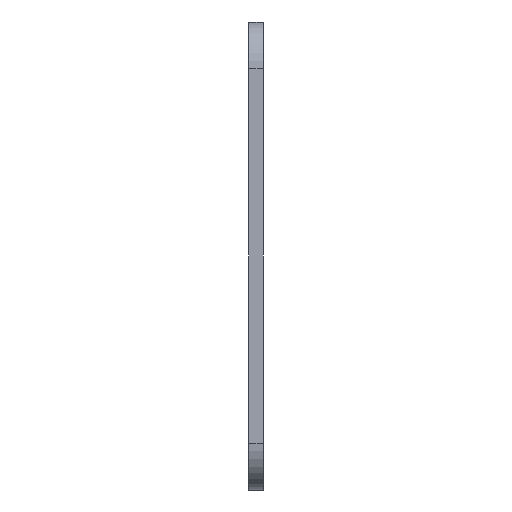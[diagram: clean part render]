
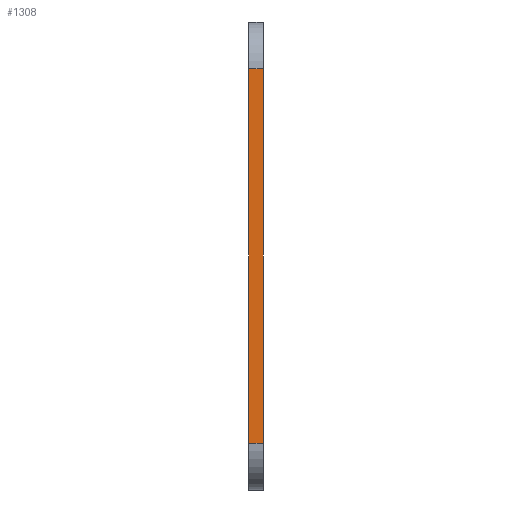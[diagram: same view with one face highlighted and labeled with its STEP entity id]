
A CAD part, left-side view. The second image highlights one B-rep face of the part: STEP entity #1308.
In plain terms, the highlighted planar face has unit normal (-1, 0, 0).
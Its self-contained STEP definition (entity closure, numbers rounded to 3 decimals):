
#45 = CARTESIAN_POINT ( 'NONE',  ( -225., 3., 40. ) ) ;
#61 = DIRECTION ( 'NONE',  ( 1., 0., 0. ) ) ;
#178 = CARTESIAN_POINT ( 'NONE',  ( -225., 3., -40. ) ) ;
#213 = VERTEX_POINT ( 'NONE', #582 ) ;
#289 = LINE ( 'NONE', #178, #513 ) ;
#314 = CARTESIAN_POINT ( 'NONE',  ( -225., 3., -40. ) ) ;
#322 = CARTESIAN_POINT ( 'NONE',  ( -225., 0., -40. ) ) ;
#331 = DIRECTION ( 'NONE',  ( 0., 0., 1. ) ) ;
#363 = ORIENTED_EDGE ( 'NONE', *, *, #1487, .F. ) ;
#367 = CARTESIAN_POINT ( 'NONE',  ( -225., 3., 40. ) ) ;
#381 = EDGE_LOOP ( 'NONE', ( #896, #363, #1067, #1155 ) ) ;
#434 = EDGE_CURVE ( 'NONE', #497, #1618, #1426, .T. ) ;
#497 = VERTEX_POINT ( 'NONE', #1508 ) ;
#513 = VECTOR ( 'NONE', #1592, 1000. ) ;
#578 = FACE_OUTER_BOUND ( 'NONE', #381, .T. ) ;
#582 = CARTESIAN_POINT ( 'NONE',  ( -225., 0., -40. ) ) ;
#677 = VECTOR ( 'NONE', #900, 1000. ) ;
#787 = AXIS2_PLACEMENT_3D ( 'NONE', #314, #61, #861 ) ;
#861 = DIRECTION ( 'NONE',  ( 0., 0., -1. ) ) ;
#896 = ORIENTED_EDGE ( 'NONE', *, *, #1326, .T. ) ;
#900 = DIRECTION ( 'NONE',  ( 0., -1., 0. ) ) ;
#936 = CARTESIAN_POINT ( 'NONE',  ( -225., 0., 40. ) ) ;
#986 = LINE ( 'NONE', #322, #1145 ) ;
#1030 = CARTESIAN_POINT ( 'NONE',  ( -225., 3., -40. ) ) ;
#1067 = ORIENTED_EDGE ( 'NONE', *, *, #434, .F. ) ;
#1079 = EDGE_CURVE ( 'NONE', #497, #213, #289, .T. ) ;
#1132 = VERTEX_POINT ( 'NONE', #936 ) ;
#1145 = VECTOR ( 'NONE', #331, 1000. ) ;
#1155 = ORIENTED_EDGE ( 'NONE', *, *, #1079, .T. ) ;
#1158 = LINE ( 'NONE', #367, #677 ) ;
#1308 = ADVANCED_FACE ( 'NONE', ( #578 ), #1513, .F. ) ;
#1326 = EDGE_CURVE ( 'NONE', #213, #1132, #986, .T. ) ;
#1426 = LINE ( 'NONE', #1030, #1564 ) ;
#1487 = EDGE_CURVE ( 'NONE', #1618, #1132, #1158, .T. ) ;
#1508 = CARTESIAN_POINT ( 'NONE',  ( -225., 3., -40. ) ) ;
#1513 = PLANE ( 'NONE',  #787 ) ;
#1545 = DIRECTION ( 'NONE',  ( 0., 0., 1. ) ) ;
#1564 = VECTOR ( 'NONE', #1545, 1000. ) ;
#1592 = DIRECTION ( 'NONE',  ( 0., -1., 0. ) ) ;
#1618 = VERTEX_POINT ( 'NONE', #45 ) ;
